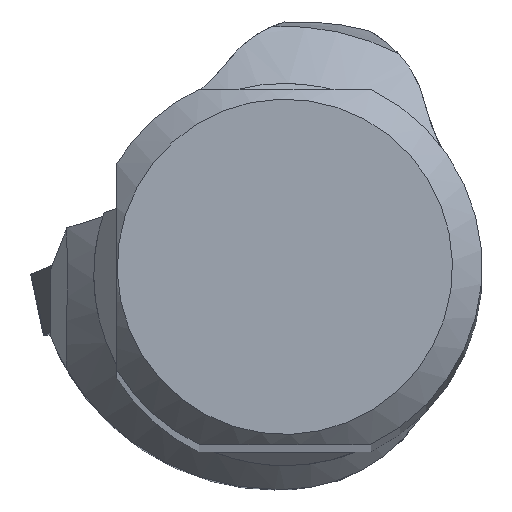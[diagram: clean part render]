
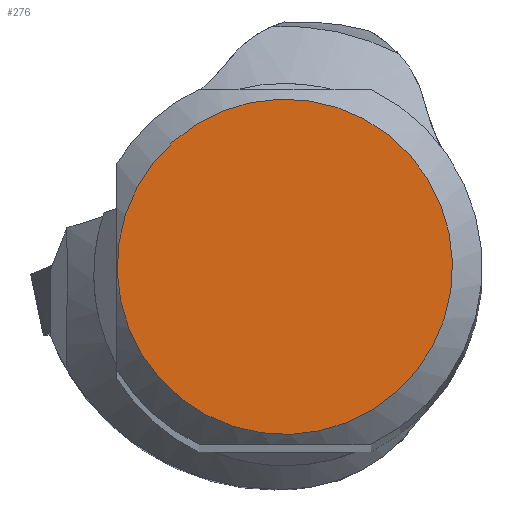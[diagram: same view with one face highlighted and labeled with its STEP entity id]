
A CAD part, top view. The second image highlights one B-rep face of the part: STEP entity #276.
In plain terms, the highlighted planar face has unit normal (0, 0, 1).
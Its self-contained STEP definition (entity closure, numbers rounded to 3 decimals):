
#211=FACE_OUTER_BOUND('',#545,.T.);
#276=ADVANCED_FACE('CU_SU_BP3',(#211),#328,.F.);
#328=PLANE('',#1412);
#545=EDGE_LOOP('',(#752));
#752=ORIENTED_EDGE('',*,*,#1164,.T.);
#1026=VERTEX_POINT('',#2177);
#1164=EDGE_CURVE('',#1026,#1026,#1254,.T.);
#1254=CIRCLE('',#1407,8.491);
#1407=AXIS2_PLACEMENT_3D('',#2176,#1672,#1673);
#1412=AXIS2_PLACEMENT_3D('',#2210,#1682,#1683);
#1672=DIRECTION('',(0.,0.,1.));
#1673=DIRECTION('',(-0.979,-0.206,0.));
#1682=DIRECTION('',(0.,0.,-1.));
#1683=DIRECTION('',(-0.979,-0.206,0.));
#2176=CARTESIAN_POINT('',(0.,0.,0.));
#2177=CARTESIAN_POINT('',(-8.309,-1.751,0.));
#2210=CARTESIAN_POINT('',(-9.991,0.,0.));
